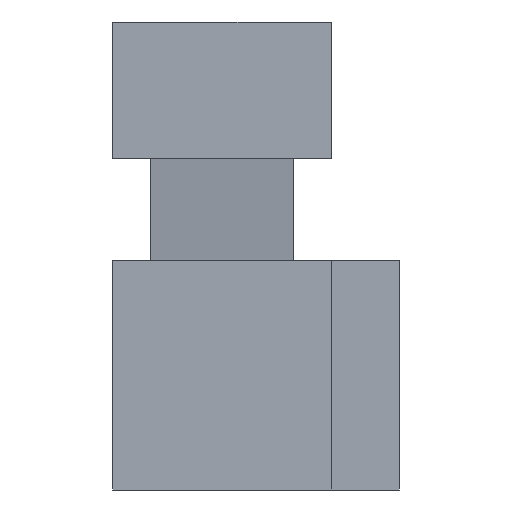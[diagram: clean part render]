
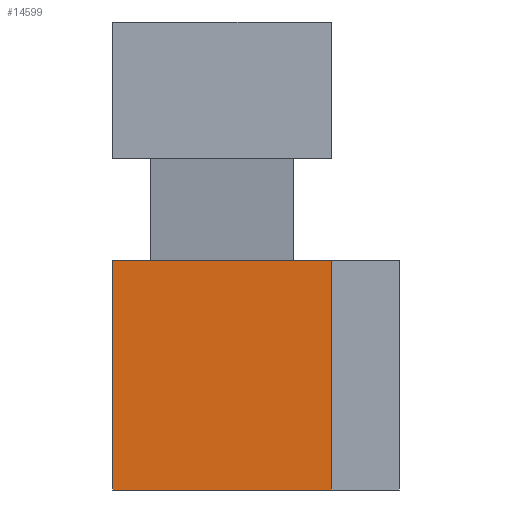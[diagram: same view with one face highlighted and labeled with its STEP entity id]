
A CAD part, left-side view. The second image highlights one B-rep face of the part: STEP entity #14599.
In plain terms, the highlighted planar face has unit normal (-1, 0, 0).
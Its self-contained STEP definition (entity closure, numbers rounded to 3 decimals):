
#2429=ORIENTED_EDGE('',*,*,#5029,.T.);
#2430=ORIENTED_EDGE('',*,*,#5876,.F.);
#2431=ORIENTED_EDGE('',*,*,#4921,.F.);
#2432=ORIENTED_EDGE('',*,*,#5875,.T.);
#4921=EDGE_CURVE('',#7051,#7052,#8429,.T.);
#5029=EDGE_CURVE('',#7160,#7159,#8537,.T.);
#5875=EDGE_CURVE('',#7051,#7160,#9383,.T.);
#5876=EDGE_CURVE('',#7052,#7159,#9384,.T.);
#7051=VERTEX_POINT('',#20228);
#7052=VERTEX_POINT('',#20230);
#7159=VERTEX_POINT('',#20445);
#7160=VERTEX_POINT('',#20447);
#8429=LINE('',#20229,#10243);
#8537=LINE('',#20446,#10351);
#9383=LINE('',#22136,#11197);
#9384=LINE('',#22138,#11198);
#10243=VECTOR('',#16182,1000.);
#10351=VECTOR('',#16292,1000.);
#11197=VECTOR('',#17868,1000.);
#11198=VECTOR('',#17871,1000.);
#12372=EDGE_LOOP('',(#2429,#2430,#2431,#2432));
#13198=FACE_BOUND('',#12372,.T.);
#13972=PLANE('',#15377);
#14599=ADVANCED_FACE('',(#13198),#13972,.F.);
#15377=AXIS2_PLACEMENT_3D('',#22137,#17869,#17870);
#16182=DIRECTION('',(0.,-1.,0.));
#16292=DIRECTION('',(0.,-1.,0.));
#17868=DIRECTION('',(0.,0.,-1.));
#17869=DIRECTION('',(1.,0.,0.));
#17870=DIRECTION('',(0.,0.,-1.));
#17871=DIRECTION('',(0.,0.,-1.));
#20228=CARTESIAN_POINT('',(-9.715,1.525,1.6));
#20229=CARTESIAN_POINT('',(-9.715,1.525,1.6));
#20230=CARTESIAN_POINT('',(-9.715,-1.525,1.6));
#20445=CARTESIAN_POINT('',(-9.715,-1.525,-1.6));
#20446=CARTESIAN_POINT('',(-9.715,1.525,-1.6));
#20447=CARTESIAN_POINT('',(-9.715,1.525,-1.6));
#22136=CARTESIAN_POINT('',(-9.715,1.525,1.6));
#22137=CARTESIAN_POINT('',(-9.715,1.525,1.6));
#22138=CARTESIAN_POINT('',(-9.715,-1.525,1.6));
